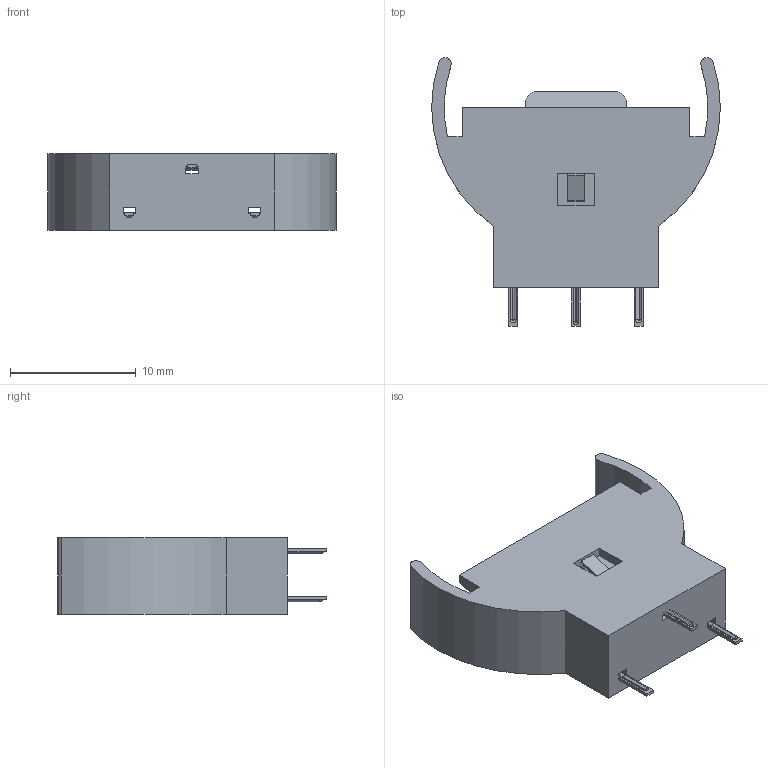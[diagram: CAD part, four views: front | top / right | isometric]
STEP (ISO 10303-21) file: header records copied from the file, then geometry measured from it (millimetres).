
FILE_DESCRIPTION (( 'STEP AP214' ), '1' );
FILE_NAME ('1074.STEP', '2018-05-10T19:41:12', ( '' ), ( '' ), 'SwSTEP 2.0', 'SolidWorks 2013', '' );
FILE_SCHEMA (( 'AUTOMOTIVE_DESIGN' ));
Length unit declared in the file: inch
Products named in the file (1): 1074
Bounding box: 23 x 21.4 x 6.1 mm (x, y, z)
Volume: 855.3 mm3; surface area: 2008.8 mm2
Topology: 4 solids, 4 shells, 236 faces, 616 edges, 384 vertices
Faces by surface type: plane 177, cylinder 41, torus 12, sphere 6
Entity records: 10259 total; most frequent: CARTESIAN_POINT 1231, ORIENTED_EDGE 1220, DIRECTION 1216, EDGE_CURVE 610, VECTOR 478, LINE 478, VERTEX_POINT 384, AXIS2_PLACEMENT_3D 369
